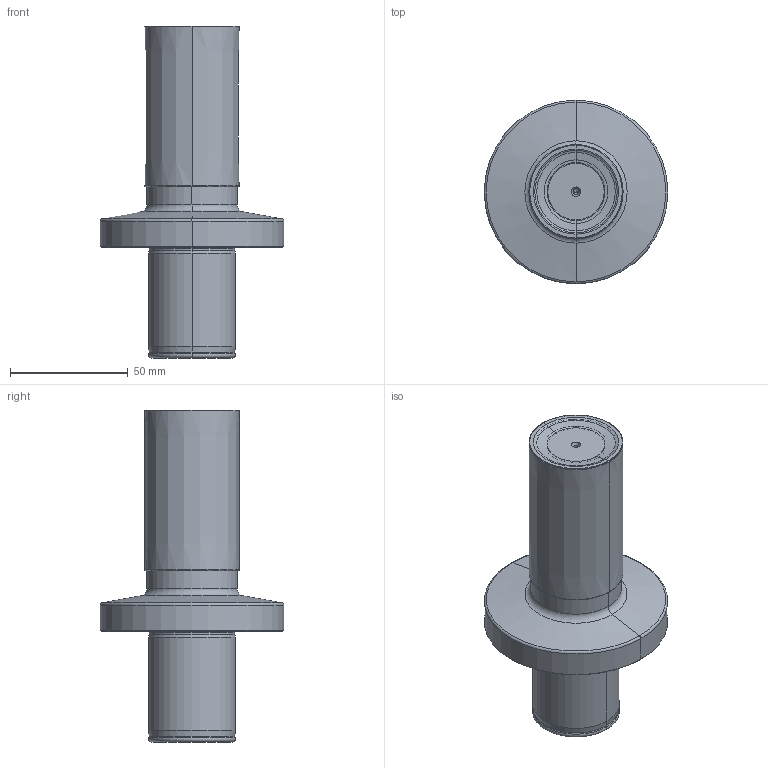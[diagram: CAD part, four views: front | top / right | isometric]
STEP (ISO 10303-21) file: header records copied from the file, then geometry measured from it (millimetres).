
FILE_DESCRIPTION((''),'2;1');
FILE_NAME('22J3C040068Z5R00__ASM','2009-07-27T',('poussios_pc'),(''),'PRO/ENGINEER BY PARAMETRIC TECHNOLOGY CORPORATION, 2007460','PRO/ENGINEER BY PARAMETRIC TECHNOLOGY CORPORATION, 2007460','');
FILE_SCHEMA(('CONFIG_CONTROL_DESIGN'));
Length unit declared in the file: millimetre
Products named in the file (3): 22J3C040068Z5R00_HSG; SCHNEIDE; 22J3C040068Z5R00__ASM
Assembly tree (2 placements, depth 2):
  22J3C040068Z5R00__ASM
    22J3C040068Z5R00_HSG
    SCHNEIDE
Bounding box: 78 x 78 x 141 mm (x, y, z)
Volume: 256154.9 mm3; surface area: 45690.4 mm2
Topology: 2 solids, 2 shells, 80 faces, 166 edges, 87 vertices
Faces by surface type: cone 24, revolution 24, torus 16, cylinder 12, plane 4
Entity records: 3615 total; most frequent: CARTESIAN_POINT 1844, DIRECTION 378, ORIENTED_EDGE 320, EDGE_CURVE 160, AXIS2_PLACEMENT_3D 159, CIRCLE 98, VERTEX_POINT 87, EDGE_LOOP 85
